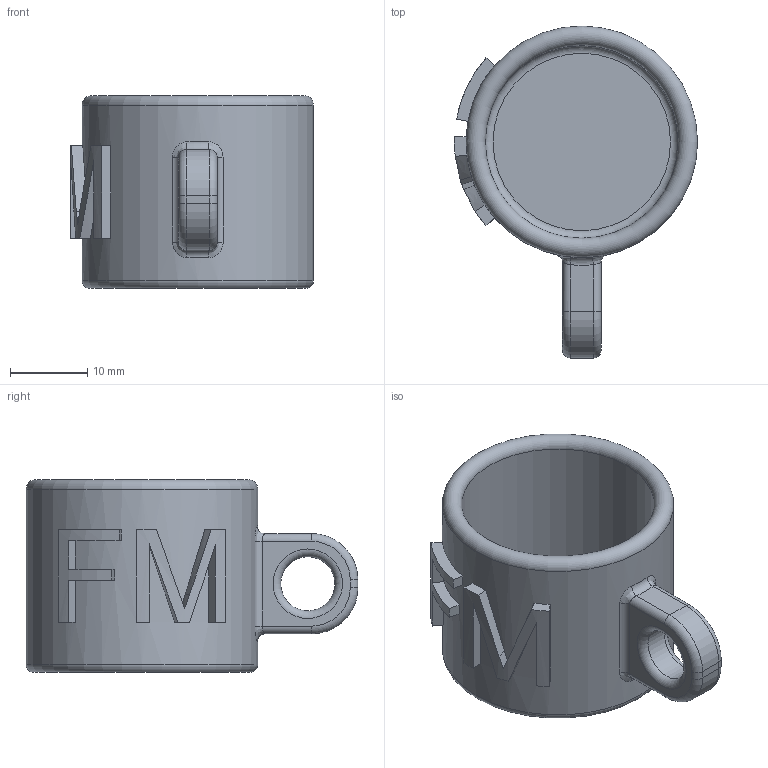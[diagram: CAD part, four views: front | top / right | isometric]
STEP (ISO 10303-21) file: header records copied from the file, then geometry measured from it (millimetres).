
FILE_DESCRIPTION(/* description */ (''),/* implementation_level */ '2;1');
FILE_NAME(/* name */ 'Cup.step',/* time_stamp */ '2023-05-24T11:57:14+02:00',/* author */ (''),/* organization */ (''),/* preprocessor_version */ 'ST-DEVELOPER v19.2',/* originating_system */ 'Autodesk Translation Framework v12.4.0.73',/* authorisation */ '');
FILE_SCHEMA (('AUTOMOTIVE_DESIGN { 1 0 10303 214 3 1 1 }'));
Length unit declared in the file: millimetre
Products named in the file (1): Cup
Bounding box: 31.5 x 43 x 25 mm (x, y, z)
Volume: 8515.8 mm3; surface area: 5801.1 mm2
Topology: 1 solids, 1 shells, 62 faces, 158 edges, 100 vertices
Faces by surface type: plane 26, cylinder 15, torus 11, bspline 10
Full cylindrical faces by diameter (mm): 7 x1, 25 x1, 30 x1
Entity records: 2258 total; most frequent: CARTESIAN_POINT 727, ORIENTED_EDGE 316, DIRECTION 315, EDGE_CURVE 158, AXIS2_PLACEMENT_3D 124, VERTEX_POINT 100, CIRCLE 71, LINE 67
